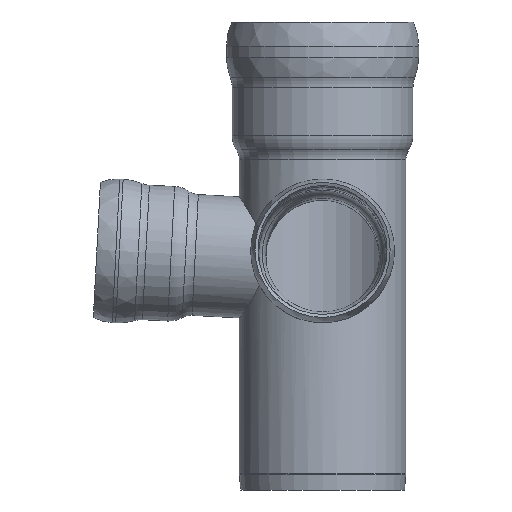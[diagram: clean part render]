
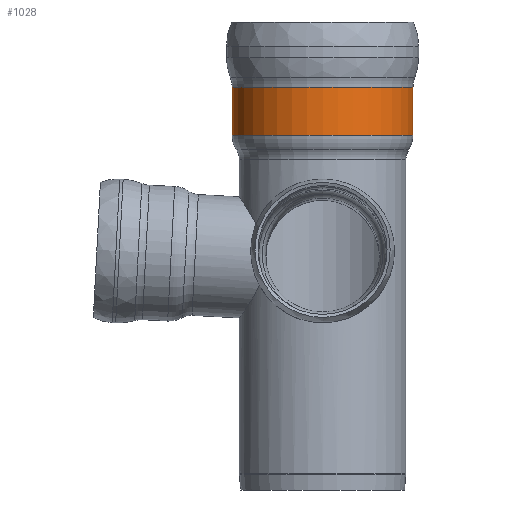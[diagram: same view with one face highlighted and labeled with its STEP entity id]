
A CAD part, front view. The second image highlights one B-rep face of the part: STEP entity #1028.
In plain terms, the highlighted cylindrical face has radius 396 mm (diameter 792 mm), a full revolution.
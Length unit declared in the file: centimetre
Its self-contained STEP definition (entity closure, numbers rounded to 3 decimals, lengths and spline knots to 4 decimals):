
#81=CIRCLE('',#1106,39.6);
#82=CIRCLE('',#1107,39.6);
#83=CIRCLE('',#1109,39.6);
#84=CIRCLE('',#1110,39.6);
#200=FACE_OUTER_BOUND('',#261,.T.);
#261=EDGE_LOOP('',(#708,#709,#710,#711,#712,#713));
#322=LINE('',#2215,#348);
#348=VECTOR('',#1321,39.6);
#404=VERTEX_POINT('',#2205);
#405=VERTEX_POINT('',#2207);
#406=VERTEX_POINT('',#2211);
#407=VERTEX_POINT('',#2212);
#521=EDGE_CURVE('',#405,#404,#81,.T.);
#522=EDGE_CURVE('',#404,#405,#82,.T.);
#523=EDGE_CURVE('',#406,#407,#83,.T.);
#524=EDGE_CURVE('',#407,#406,#84,.T.);
#525=EDGE_CURVE('',#407,#405,#322,.T.);
#708=ORIENTED_EDGE('',*,*,#523,.F.);
#709=ORIENTED_EDGE('',*,*,#524,.F.);
#710=ORIENTED_EDGE('',*,*,#525,.T.);
#711=ORIENTED_EDGE('',*,*,#521,.T.);
#712=ORIENTED_EDGE('',*,*,#522,.T.);
#713=ORIENTED_EDGE('',*,*,#525,.F.);
#1003=CYLINDRICAL_SURFACE('',#1108,39.6);
#1028=ADVANCED_FACE('',(#200),#1003,.T.);
#1106=AXIS2_PLACEMENT_3D('',#2208,#1311,#1312);
#1107=AXIS2_PLACEMENT_3D('',#2209,#1313,#1314);
#1108=AXIS2_PLACEMENT_3D('',#2210,#1315,#1316);
#1109=AXIS2_PLACEMENT_3D('',#2213,#1317,#1318);
#1110=AXIS2_PLACEMENT_3D('',#2214,#1319,#1320);
#1311=DIRECTION('center_axis',(0.,0.,
-1.));
#1312=DIRECTION('ref_axis',(1.,0.,0.));
#1313=DIRECTION('center_axis',(0.,0.,
-1.));
#1314=DIRECTION('ref_axis',(1.,0.,0.));
#1315=DIRECTION('center_axis',(0.,0.,
-1.));
#1316=DIRECTION('ref_axis',(-1.,0.,0.));
#1317=DIRECTION('center_axis',(0.,0.,
-1.));
#1318=DIRECTION('ref_axis',(1.,0.,0.));
#1319=DIRECTION('center_axis',(0.,0.,
-1.));
#1320=DIRECTION('ref_axis',(1.,0.,0.));
#1321=DIRECTION('',(0.,0.,1.));
#2205=CARTESIAN_POINT('',(81.2393,190.2167,10.332));
#2207=CARTESIAN_POINT('',(120.8393,229.8167,10.332));
#2208=CARTESIAN_POINT('Origin',(81.2393,229.8167,10.332));
#2209=CARTESIAN_POINT('Origin',(81.2393,229.8167,10.332));
#2210=CARTESIAN_POINT('Origin',(81.2393,229.8167,-0.1387));
#2211=CARTESIAN_POINT('',(81.2393,190.2167,-10.6093));
#2212=CARTESIAN_POINT('',(120.8393,229.8167,-10.6093));
#2213=CARTESIAN_POINT('Origin',(81.2393,229.8167,-10.6093));
#2214=CARTESIAN_POINT('Origin',(81.2393,229.8167,-10.6093));
#2215=CARTESIAN_POINT('',(120.8393,229.8167,-0.1387));
